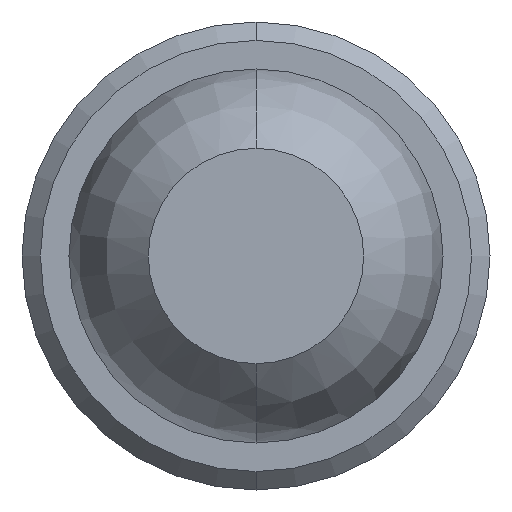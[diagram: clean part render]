
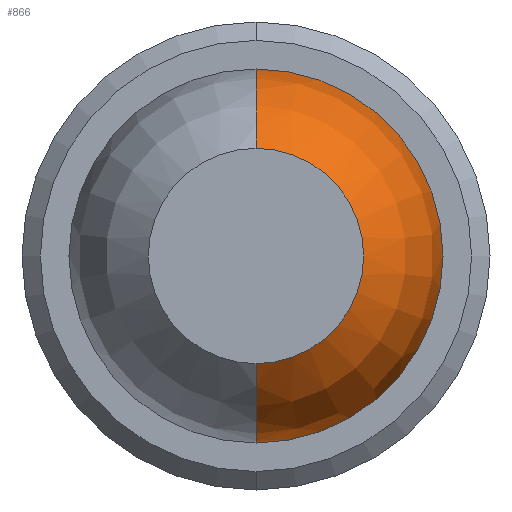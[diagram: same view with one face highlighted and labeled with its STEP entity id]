
A CAD part, front view. The second image highlights one B-rep face of the part: STEP entity #866.
In plain terms, the highlighted toroidal (fillet/blend) face has major radius 0.005 mm and minor radius 1.01 mm.
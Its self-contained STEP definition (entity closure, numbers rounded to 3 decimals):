
#98 = DIRECTION ( 'NONE',  ( 1., 0., 0. ) ) ;
#186 = DIRECTION ( 'NONE',  ( 0., -1., 0. ) ) ;
#481 = AXIS2_PLACEMENT_3D ( 'NONE', #804, #186, #2139 ) ;
#508 = CARTESIAN_POINT ( 'NONE',  ( 0., -23.873, 0. ) ) ;
#659 = CIRCLE ( 'NONE', #481, 0.584 ) ;
#804 = CARTESIAN_POINT ( 'NONE',  ( 0., -24.7, 0. ) ) ;
#866 = ADVANCED_FACE ( 'Defeature ausgef�hrt2_0', ( #4050 ), #1175, .T. ) ;
#897 = VERTEX_POINT ( 'NONE', #3770 ) ;
#1073 = CIRCLE ( 'NONE', #3509, 1.01 ) ;
#1098 = CARTESIAN_POINT ( 'NONE',  ( 0., -23.873, 0.005 ) ) ;
#1136 = AXIS2_PLACEMENT_3D ( 'NONE', #3717, #1752, #1465 ) ;
#1141 = CARTESIAN_POINT ( 'NONE',  ( 0., -23.873, -0.005 ) ) ;
#1163 = DIRECTION ( 'NONE',  ( 0., 0., 1. ) ) ;
#1175 = TOROIDAL_SURFACE ( 'NONE', #1420, 0.005, 1.01 ) ;
#1260 = EDGE_CURVE ( 'NONE', #4088, #1559, #1073, .T. ) ;
#1420 = AXIS2_PLACEMENT_3D ( 'NONE', #508, #2444, #1163 ) ;
#1465 = DIRECTION ( 'NONE',  ( 0., 0., 1. ) ) ;
#1559 = VERTEX_POINT ( 'NONE', #3680 ) ;
#1640 = EDGE_CURVE ( 'NONE', #1661, #897, #3496, .T. ) ;
#1661 = VERTEX_POINT ( 'NONE', #3721 ) ;
#1752 = DIRECTION ( 'NONE',  ( 0., 1., 0. ) ) ;
#1866 = EDGE_CURVE ( 'Defeature ausgef�hrt2_9+Defeature ausgef�hrt2_0+Defeature ausgef�hrt2_0+Defeature ausgef�hrt2_0', #1661, #4088, #659, .T. ) ;
#2019 = ORIENTED_EDGE ( 'NONE', *, *, #2370, .F. ) ;
#2139 = DIRECTION ( 'NONE',  ( 0., 0., -1. ) ) ;
#2180 = ORIENTED_EDGE ( 'NONE', *, *, #1260, .F. ) ;
#2229 = CARTESIAN_POINT ( 'NONE',  ( 0., -24.7, 0.584 ) ) ;
#2304 = EDGE_LOOP ( 'NONE', ( #3883, #2922, #2019, #2180 ) ) ;
#2370 = EDGE_CURVE ( 'Defeature ausgef�hrt2_1+Defeature ausgef�hrt2_0+Defeature ausgef�hrt2_0+Defeature ausgef�hrt2_0', #1559, #897, #2838, .T. ) ;
#2444 = DIRECTION ( 'NONE',  ( 0., 1., 0. ) ) ;
#2693 = DIRECTION ( 'NONE',  ( 0., 0., -1. ) ) ;
#2732 = AXIS2_PLACEMENT_3D ( 'NONE', #1141, #98, #2693 ) ;
#2838 = CIRCLE ( 'NONE', #1136, 1.015 ) ;
#2922 = ORIENTED_EDGE ( 'NONE', *, *, #1640, .T. ) ;
#3350 = DIRECTION ( 'NONE',  ( 0., 0., 1. ) ) ;
#3496 = CIRCLE ( 'NONE', #2732, 1.01 ) ;
#3509 = AXIS2_PLACEMENT_3D ( 'NONE', #1098, #3681, #3350 ) ;
#3680 = CARTESIAN_POINT ( 'NONE',  ( 0., -23.873, 1.015 ) ) ;
#3681 = DIRECTION ( 'NONE',  ( -1., 0., 0. ) ) ;
#3717 = CARTESIAN_POINT ( 'NONE',  ( 0., -23.873, 0. ) ) ;
#3721 = CARTESIAN_POINT ( 'NONE',  ( 0., -24.7, -0.584 ) ) ;
#3770 = CARTESIAN_POINT ( 'NONE',  ( 0., -23.873, -1.015 ) ) ;
#3883 = ORIENTED_EDGE ( 'NONE', *, *, #1866, .F. ) ;
#4050 = FACE_OUTER_BOUND ( 'NONE', #2304, .T. ) ;
#4088 = VERTEX_POINT ( 'NONE', #2229 ) ;
